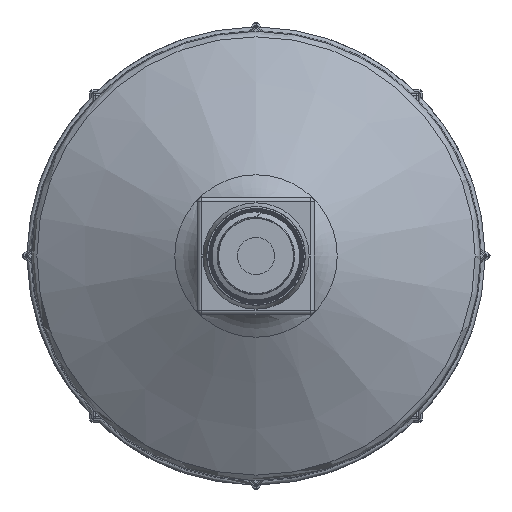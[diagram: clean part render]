
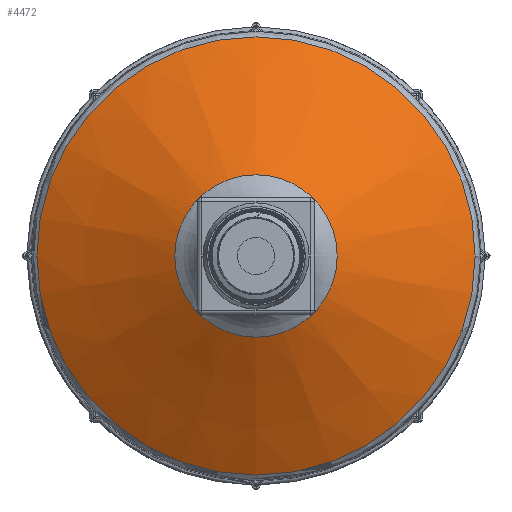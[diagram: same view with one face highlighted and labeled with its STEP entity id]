
A CAD part, front view. The second image highlights one B-rep face of the part: STEP entity #4472.
In plain terms, the highlighted conical face has half-angle 60 degrees and reference radius 22.187 mm.
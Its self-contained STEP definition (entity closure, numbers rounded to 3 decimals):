
#431=CIRCLE('',#4906,31.838);
#432=CIRCLE('',#4907,31.838);
#452=CIRCLE('',#4960,11.8);
#453=CIRCLE('',#4961,11.8);
#454=CIRCLE('',#4962,11.8);
#743=FACE_OUTER_BOUND('',#1008,.T.);
#1008=EDGE_LOOP('',(#3887,#3888,#3889,#3890,#3891,#3892,#3893));
#1394=LINE('',#12341,#1597);
#1597=VECTOR('',#6107,22.187);
#1937=VERTEX_POINT('',#9924);
#1938=VERTEX_POINT('',#9926);
#1980=VERTEX_POINT('',#12333);
#1981=VERTEX_POINT('',#12335);
#1982=VERTEX_POINT('',#12337);
#2543=EDGE_CURVE('',#1937,#1938,#431,.T.);
#2544=EDGE_CURVE('',#1938,#1937,#432,.T.);
#2617=EDGE_CURVE('',#1981,#1980,#452,.T.);
#2618=EDGE_CURVE('',#1982,#1981,#453,.T.);
#2619=EDGE_CURVE('',#1980,#1982,#454,.T.);
#2620=EDGE_CURVE('',#1938,#1982,#1394,.T.);
#3887=ORIENTED_EDGE('',*,*,#2544,.F.);
#3888=ORIENTED_EDGE('',*,*,#2620,.T.);
#3889=ORIENTED_EDGE('',*,*,#2618,.T.);
#3890=ORIENTED_EDGE('',*,*,#2617,.T.);
#3891=ORIENTED_EDGE('',*,*,#2619,.T.);
#3892=ORIENTED_EDGE('',*,*,#2620,.F.);
#3893=ORIENTED_EDGE('',*,*,#2543,.F.);
#3952=CONICAL_SURFACE('',#4963,22.187,1.047);
#4472=ADVANCED_FACE('',(#743),#3952,.T.);
#4906=AXIS2_PLACEMENT_3D('',#9927,#5973,#5974);
#4907=AXIS2_PLACEMENT_3D('',#9928,#5975,#5976);
#4960=AXIS2_PLACEMENT_3D('',#12336,#6099,#6100);
#4961=AXIS2_PLACEMENT_3D('',#12338,#6101,#6102);
#4962=AXIS2_PLACEMENT_3D('',#12339,#6103,#6104);
#4963=AXIS2_PLACEMENT_3D('',#12340,#6105,#6106);
#5973=DIRECTION('center_axis',(0.,1.,0.));
#5974=DIRECTION('ref_axis',(0.,0.,
1.));
#5975=DIRECTION('center_axis',(0.,1.,0.));
#5976=DIRECTION('ref_axis',(0.,0.,
1.));
#6099=DIRECTION('center_axis',(0.,1.,0.));
#6100=DIRECTION('ref_axis',(0.,0.,
-1.));
#6101=DIRECTION('center_axis',(0.,1.,0.));
#6102=DIRECTION('ref_axis',(0.,0.,
-1.));
#6103=DIRECTION('center_axis',(0.,1.,0.));
#6104=DIRECTION('ref_axis',(0.,0.,
-1.));
#6105=DIRECTION('center_axis',(0.,1.,0.));
#6106=DIRECTION('ref_axis',(0.,0.,
-1.));
#6107=DIRECTION('',(0.,-0.5,-0.866));
#9924=CARTESIAN_POINT('',(31.838,30.529,0.));
#9926=CARTESIAN_POINT('',(0.,30.529,31.838));
#9927=CARTESIAN_POINT('Origin',(0.,30.529,
0.));
#9928=CARTESIAN_POINT('Origin',(0.,30.529,
0.));
#12333=CARTESIAN_POINT('',(11.8,18.96,0.));
#12335=CARTESIAN_POINT('',(8.185,18.96,8.5));
#12336=CARTESIAN_POINT('Origin',(0.,18.96,
0.));
#12337=CARTESIAN_POINT('',(0.,18.96,11.8));
#12338=CARTESIAN_POINT('Origin',(0.,18.96,
0.));
#12339=CARTESIAN_POINT('Origin',(0.,18.96,
0.));
#12340=CARTESIAN_POINT('Origin',(0.,24.957,
0.));
#12341=CARTESIAN_POINT('',(0.,24.957,22.187));
